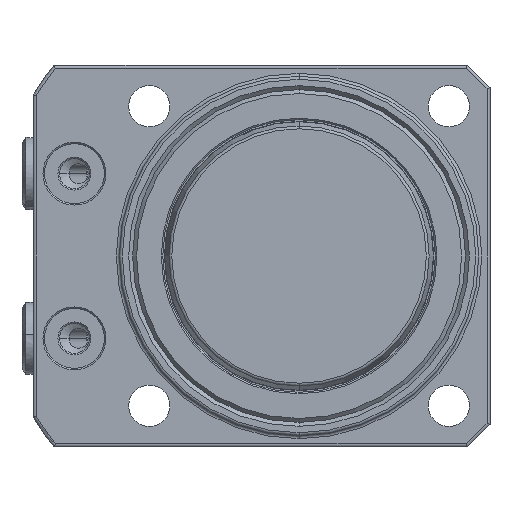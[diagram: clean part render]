
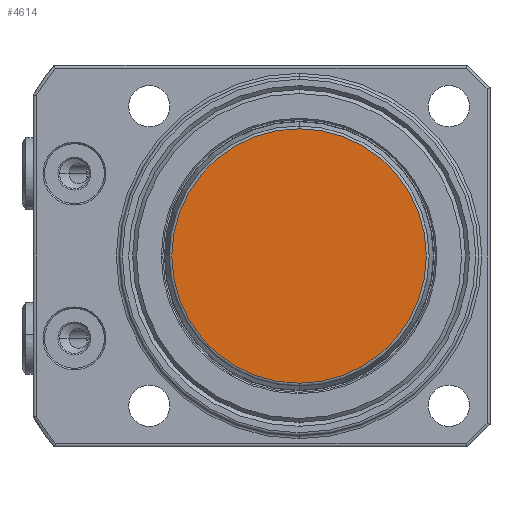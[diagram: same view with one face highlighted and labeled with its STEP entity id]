
A CAD part, front view. The second image highlights one B-rep face of the part: STEP entity #4614.
In plain terms, the highlighted planar face has unit normal (0, -1, 0).
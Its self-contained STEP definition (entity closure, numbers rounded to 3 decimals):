
#481 = VERTEX_POINT ( 'NONE', #1509 ) ;
#482 = VERTEX_POINT ( 'NONE', #1510 ) ;
#1000 = AXIS2_PLACEMENT_3D ( 'NONE', #3151, #3152, #3153 ) ;
#1003 = FACE_OUTER_BOUND ( 'NONE', #1377, .T. ) ;
#1377 = EDGE_LOOP ( 'NONE', ( #4469, #4467 ) ) ;
#1509 = CARTESIAN_POINT ( 'NONE',  ( 0., -2., -16.992 ) ) ;
#1510 = CARTESIAN_POINT ( 'NONE',  ( 0., -2., 16.992 ) ) ;
#1611 = CARTESIAN_POINT ( 'NONE',  ( 0., -2., 0. ) ) ;
#1618 = DIRECTION ( 'NONE',  ( 0., -1., 0. ) ) ;
#1619 = DIRECTION ( 'NONE',  ( 0., 0., 1. ) ) ;
#1659 = CARTESIAN_POINT ( 'NONE',  ( 0., -2., 0. ) ) ;
#1660 = DIRECTION ( 'NONE',  ( 0., -1., 0. ) ) ;
#1661 = DIRECTION ( 'NONE',  ( 0., 0., 1. ) ) ;
#3150 = PLANE ( 'NONE',  #1000 ) ;
#3151 = CARTESIAN_POINT ( 'NONE',  ( 17.272, -2., 0. ) ) ;
#3152 = DIRECTION ( 'NONE',  ( 0., 1., 0. ) ) ;
#3153 = DIRECTION ( 'NONE',  ( 0., 0., 1. ) ) ;
#4132 = AXIS2_PLACEMENT_3D ( 'NONE', #1659, #1660, #1661 ) ;
#4176 = AXIS2_PLACEMENT_3D ( 'NONE', #1611, #1618, #1619 ) ;
#4467 = ORIENTED_EDGE ( 'NONE', *, *, #5269, .T. ) ;
#4469 = ORIENTED_EDGE ( 'NONE', *, *, #5283, .T. ) ;
#4614 = ADVANCED_FACE ( 'NONE', ( #1003 ), #3150, .F. ) ;
#4961 = CIRCLE ( 'NONE', #4132, 16.992 ) ;
#4973 = CIRCLE ( 'NONE', #4176, 16.992 ) ;
#5269 = EDGE_CURVE ( 'NONE', #481, #482, #4973, .T. ) ;
#5283 = EDGE_CURVE ( 'NONE', #482, #481, #4961, .T. ) ;
